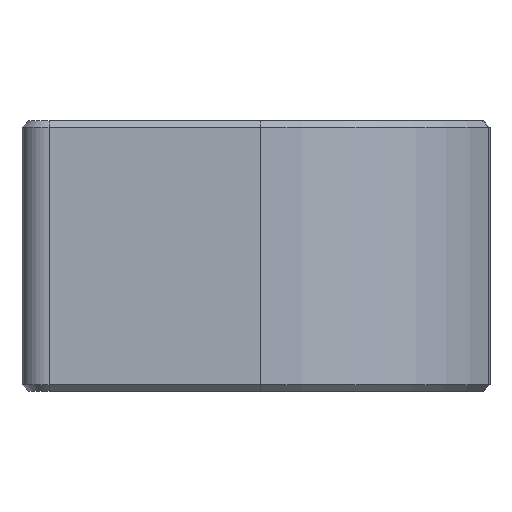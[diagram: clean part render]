
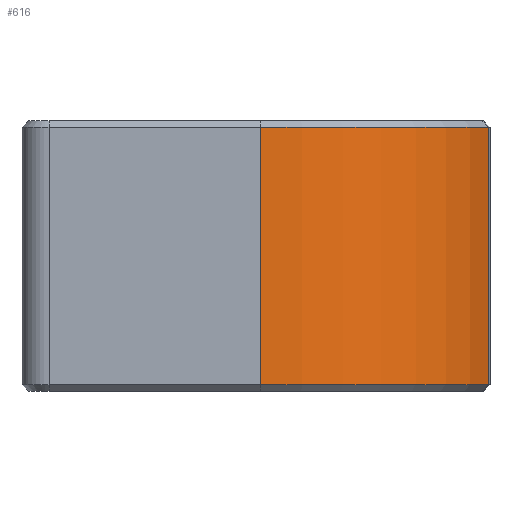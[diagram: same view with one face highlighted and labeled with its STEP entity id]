
A CAD part, left-side view. The second image highlights one B-rep face of the part: STEP entity #616.
In plain terms, the highlighted cylindrical face has radius 18 mm (diameter 36 mm), a partial arc.
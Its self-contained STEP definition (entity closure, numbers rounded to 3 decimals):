
#29=CYLINDRICAL_SURFACE('',#690,18.);
#53=FACE_OUTER_BOUND('',#93,.T.);
#93=EDGE_LOOP('',(#463,#464,#465,#466));
#132=CIRCLE('',#678,18.);
#140=CIRCLE('',#691,18.);
#178=LINE('',#1062,#228);
#181=LINE('',#1068,#231);
#228=VECTOR('',#825,10.);
#231=VECTOR('',#830,10.);
#281=VERTEX_POINT('',#1036);
#283=VERTEX_POINT('',#1041);
#288=VERTEX_POINT('',#1061);
#290=VERTEX_POINT('',#1067);
#344=EDGE_CURVE('',#283,#281,#132,.T.);
#354=EDGE_CURVE('',#281,#288,#178,.T.);
#357=EDGE_CURVE('',#290,#283,#181,.T.);
#358=EDGE_CURVE('',#288,#290,#140,.T.);
#463=ORIENTED_EDGE('',*,*,#344,.F.);
#464=ORIENTED_EDGE('',*,*,#357,.F.);
#465=ORIENTED_EDGE('',*,*,#358,.F.);
#466=ORIENTED_EDGE('',*,*,#354,.F.);
#616=ADVANCED_FACE('',(#53),#29,.T.);
#678=AXIS2_PLACEMENT_3D('',#1043,#799,#800);
#690=AXIS2_PLACEMENT_3D('',#1066,#828,#829);
#691=AXIS2_PLACEMENT_3D('',#1069,#831,#832);
#799=DIRECTION('center_axis',(0.,0.,-1.));
#800=DIRECTION('ref_axis',(-1.,0.,0.));
#825=DIRECTION('',(0.,0.,1.));
#828=DIRECTION('center_axis',(0.,0.,1.));
#829=DIRECTION('ref_axis',(1.,0.,0.));
#830=DIRECTION('',(0.,0.,-1.));
#831=DIRECTION('center_axis',(0.,0.,1.));
#832=DIRECTION('ref_axis',(-1.,0.,0.));
#1036=CARTESIAN_POINT('',(-18.,0.,0.5));
#1041=CARTESIAN_POINT('',(-6.362,-16.838,0.5));
#1043=CARTESIAN_POINT('Origin',(0.,0.,0.5));
#1061=CARTESIAN_POINT('',(-18.,0.,19.5));
#1062=CARTESIAN_POINT('',(-18.,0.,0.));
#1066=CARTESIAN_POINT('Origin',(0.,0.,0.));
#1067=CARTESIAN_POINT('',(-6.362,-16.838,19.5));
#1068=CARTESIAN_POINT('',(-6.362,-16.838,0.));
#1069=CARTESIAN_POINT('Origin',(0.,0.,19.5));
